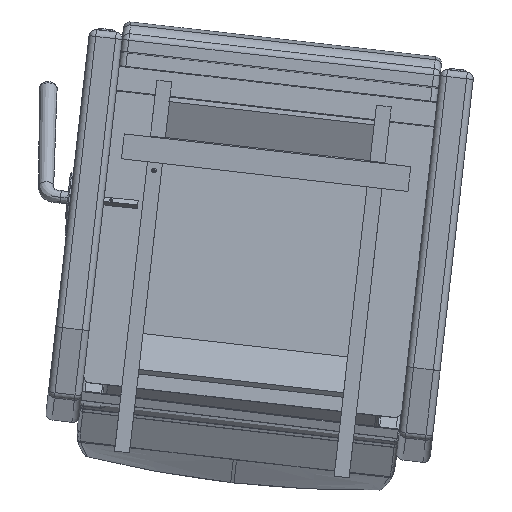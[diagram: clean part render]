
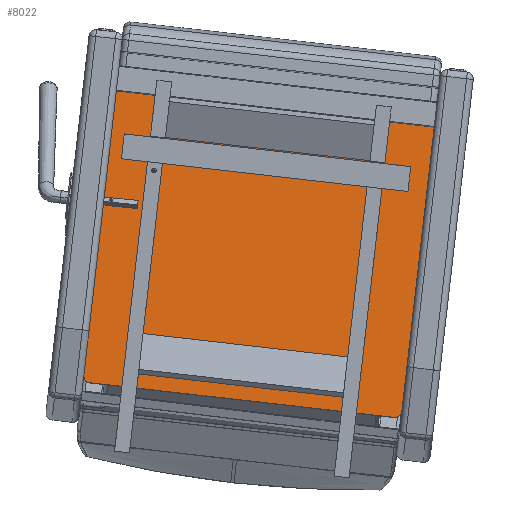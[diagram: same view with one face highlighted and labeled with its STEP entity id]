
A CAD part, front view. The second image highlights one B-rep face of the part: STEP entity #8022.
In plain terms, the highlighted face is planar.
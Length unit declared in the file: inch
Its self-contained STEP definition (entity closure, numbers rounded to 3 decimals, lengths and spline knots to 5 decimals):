
#272=PLANE('',#8947);
#917=LINE('',#25271,#1470);
#934=LINE('',#25382,#1487);
#935=LINE('',#25384,#1488);
#936=LINE('',#25385,#1489);
#1470=VECTOR('',#10614,0.3937);
#1487=VECTOR('',#10709,0.3937);
#1488=VECTOR('',#10710,0.3937);
#1489=VECTOR('',#10711,0.3937);
#2087=FACE_OUTER_BOUND('',#2634,.T.);
#2634=EDGE_LOOP('',(#6449,#6450,#6451,#6452,#6453,#6454));
#3253=CIRCLE('',#8883,0.5);
#3278=CIRCLE('',#8928,0.5);
#3782=VERTEX_POINT('',#25219);
#3783=VERTEX_POINT('',#25221);
#3799=VERTEX_POINT('',#25269);
#3812=VERTEX_POINT('',#25351);
#3819=VERTEX_POINT('',#25381);
#3820=VERTEX_POINT('',#25383);
#4694=EDGE_CURVE('',#3782,#3783,#3253,.T.);
#4719=EDGE_CURVE('',#3782,#3799,#917,.T.);
#4743=EDGE_CURVE('',#3812,#3799,#3278,.T.);
#4757=EDGE_CURVE('',#3819,#3812,#934,.T.);
#4758=EDGE_CURVE('',#3820,#3819,#935,.T.);
#4759=EDGE_CURVE('',#3820,#3783,#936,.T.);
#6449=ORIENTED_EDGE('',*,*,#4694,.F.);
#6450=ORIENTED_EDGE('',*,*,#4719,.T.);
#6451=ORIENTED_EDGE('',*,*,#4743,.F.);
#6452=ORIENTED_EDGE('',*,*,#4757,.F.);
#6453=ORIENTED_EDGE('',*,*,#4758,.F.);
#6454=ORIENTED_EDGE('',*,*,#4759,.T.);
#8022=ADVANCED_FACE('',(#2087),#272,.T.);
#8883=AXIS2_PLACEMENT_3D('',#25222,#10555,#10556);
#8928=AXIS2_PLACEMENT_3D('',#25353,#10667,#10668);
#8947=AXIS2_PLACEMENT_3D('',#25380,#10707,#10708);
#10555=DIRECTION('center_axis',(0.,1.,0.));
#10556=DIRECTION('ref_axis',(-0.707,0.,-0.707));
#10614=DIRECTION('',(1.,0.,0.));
#10667=DIRECTION('center_axis',(0.,1.,0.));
#10668=DIRECTION('ref_axis',(0.707,0.,-0.707));
#10707=DIRECTION('center_axis',(0.,-1.,0.));
#10708=DIRECTION('ref_axis',(0.,0.,-1.));
#10709=DIRECTION('',(0.,0.,-1.));
#10710=DIRECTION('',(1.,0.,0.));
#10711=DIRECTION('',(0.,0.,-1.));
#25219=CARTESIAN_POINT('',(0.5,0.,0.));
#25221=CARTESIAN_POINT('',(0.,0.,0.5));
#25222=CARTESIAN_POINT('Origin',(0.5,0.,0.5));
#25269=CARTESIAN_POINT('',(23.5,0.,0.));
#25271=CARTESIAN_POINT('',(0.,0.,0.));
#25351=CARTESIAN_POINT('',(24.,0.,0.5));
#25353=CARTESIAN_POINT('Origin',(23.5,0.,0.5));
#25380=CARTESIAN_POINT('Origin',(0.,0.,22.));
#25381=CARTESIAN_POINT('',(24.,0.,22.));
#25382=CARTESIAN_POINT('',(24.,0.,22.));
#25383=CARTESIAN_POINT('',(0.,0.,22.));
#25384=CARTESIAN_POINT('',(0.,0.,22.));
#25385=CARTESIAN_POINT('',(0.,0.,22.));
